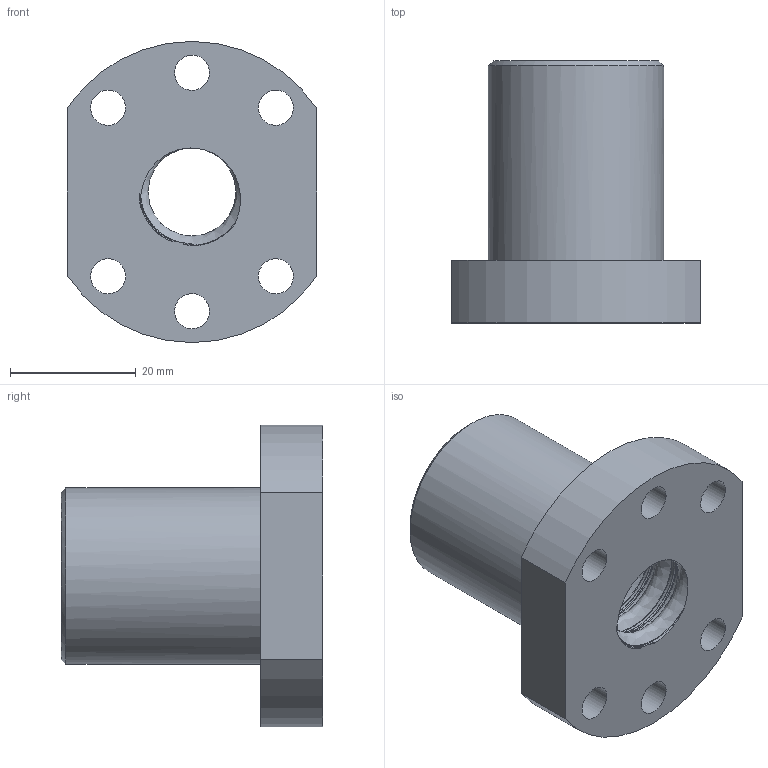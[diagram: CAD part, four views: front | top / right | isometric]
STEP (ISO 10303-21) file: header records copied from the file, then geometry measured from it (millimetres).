
FILE_DESCRIPTION(/* description */ ('STEP AP214'),/* implementation_level */ '2;1');
FILE_NAME(/* name */ '606958131d081715a9d1f21c',/* time_stamp */ '2021-04-04T06:09:24+00:00',/* author */ (''),/* organization */ (''),/* preprocessor_version */ 'ST-DEVELOPER v18.1',/* originating_system */ ' ',/* authorisation */ ' ');
FILE_SCHEMA (('AUTOMOTIVE_DESIGN {1 0 10303 214 3 1 1}'));
Length unit declared in the file: metre
Products named in the file (1): Part 1
Bounding box: 39.8 x 41.74 x 48 mm (x, y, z)
Volume: 26621.3 mm3; surface area: 10751.7 mm2
Topology: 1 solids, 1 shells, 25 faces, 134 edges, 112 vertices
Faces by surface type: bspline 20, plane 5
Entity records: 10956 total; most frequent: CARTESIAN_POINT 10245, ORIENTED_EDGE 248, EDGE_CURVE 124, VERTEX_POINT 110, EDGE_LOOP 48, FACE_BOUND 48, ADVANCED_FACE 25, DIRECTION 20
